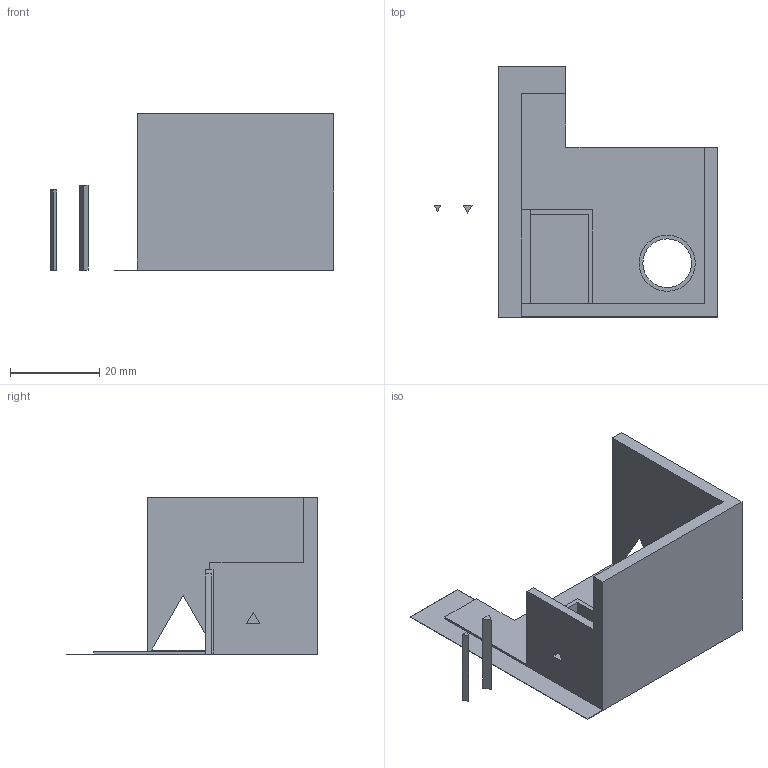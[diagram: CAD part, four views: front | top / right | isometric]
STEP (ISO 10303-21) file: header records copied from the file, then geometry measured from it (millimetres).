
FILE_DESCRIPTION(/* description */ (''),/* implementation_level */ '2;1');
FILE_NAME(/* name */ 'shift light.step',/* time_stamp */ '2025-12-25T08:55:06+05:30',/* author */ (''),/* organization */ (''),/* preprocessor_version */ 'ST-DEVELOPER v20.1',/* originating_system */ 'Autodesk Translation Framework v14.21.0.0',/* authorisation */ '');
FILE_SCHEMA (('AUTOMOTIVE_DESIGN { 1 0 10303 214 3 1 1 }'));
Length unit declared in the file: millimetre
Products named in the file (1): 2025-12-21-12-49-59-380
Bounding box: 63.5 x 56 x 35.1 mm (x, y, z)
Volume: 10078.8 mm3; surface area: 11608.3 mm2
Topology: 3 solids, 3 shells, 44 faces, 111 edges, 74 vertices
Faces by surface type: plane 42, cylinder 2
Full cylindrical faces by diameter (mm): 10.879 x1, 12.55 x1
Entity records: 1346 total; most frequent: CARTESIAN_POINT 230, ORIENTED_EDGE 222, DIRECTION 205, EDGE_CURVE 111, LINE 107, VECTOR 107, VERTEX_POINT 74, EDGE_LOOP 53
